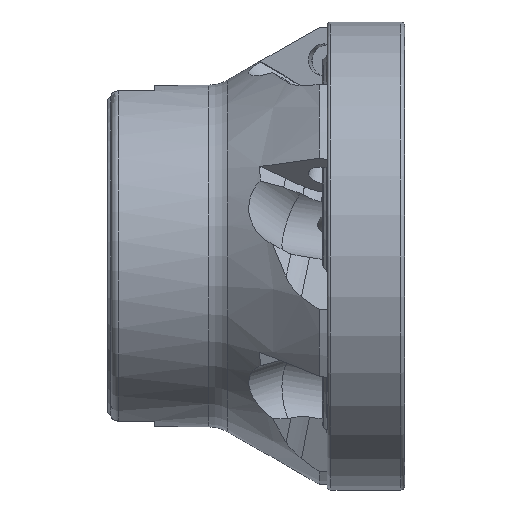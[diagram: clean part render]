
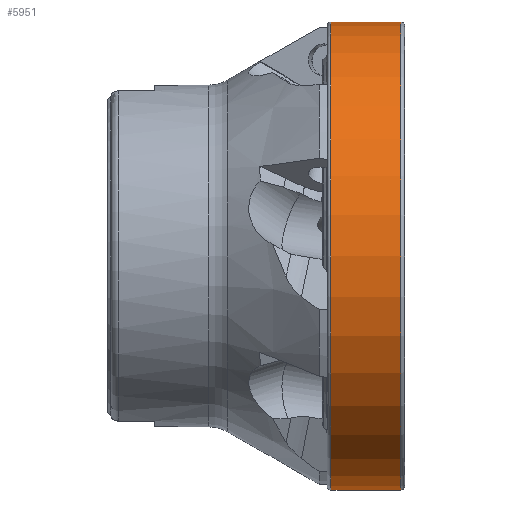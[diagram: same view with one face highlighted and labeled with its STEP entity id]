
A CAD part, front view. The second image highlights one B-rep face of the part: STEP entity #5951.
In plain terms, the highlighted cylindrical face has radius 31.498 mm (diameter 62.996 mm), a full revolution.
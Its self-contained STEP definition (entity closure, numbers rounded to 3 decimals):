
#24 = EDGE_CURVE ( 'NONE', #1651, #1651, #1923, .T. ) ;
#62 = CARTESIAN_POINT ( 'NONE',  ( -0.006, 0., 0. ) ) ;
#168 = AXIS2_PLACEMENT_3D ( 'NONE', #9696, #4994, #301 ) ;
#209 = DIRECTION ( 'NONE',  ( 1., 0., 0. ) ) ;
#239 = DIRECTION ( 'NONE',  ( 0., 1., 0. ) ) ;
#301 = DIRECTION ( 'NONE',  ( 0., 1., 0. ) ) ;
#560 = FACE_OUTER_BOUND ( 'NONE', #7383, .T. ) ;
#786 = CIRCLE ( 'NONE', #168, 31.498 ) ;
#830 = FACE_OUTER_BOUND ( 'NONE', #3169, .T. ) ;
#850 = DIRECTION ( 'NONE',  ( 0., 1., 0. ) ) ;
#1211 = AXIS2_PLACEMENT_3D ( 'NONE', #5633, #209, #239 ) ;
#1239 = CARTESIAN_POINT ( 'NONE',  ( -0.006, 31.498, 0. ) ) ;
#1651 = VERTEX_POINT ( 'NONE', #1239 ) ;
#1923 = CIRCLE ( 'NONE', #5561, 31.498 ) ;
#3169 = EDGE_LOOP ( 'NONE', ( #8751 ) ) ;
#3738 = CYLINDRICAL_SURFACE ( 'NONE', #1211, 31.498 ) ;
#4160 = ORIENTED_EDGE ( 'NONE', *, *, #24, .F. ) ;
#4994 = DIRECTION ( 'NONE',  ( 1., 0., 0. ) ) ;
#5547 = DIRECTION ( 'NONE',  ( 1., 0., 0. ) ) ;
#5561 = AXIS2_PLACEMENT_3D ( 'NONE', #62, #5547, #850 ) ;
#5633 = CARTESIAN_POINT ( 'NONE',  ( 8.251, 0., 0. ) ) ;
#5951 = ADVANCED_FACE ( 'NONE', ( #560, #830 ), #3738, .T. ) ;
#6418 = VERTEX_POINT ( 'NONE', #9895 ) ;
#7383 = EDGE_LOOP ( 'NONE', ( #4160 ) ) ;
#8751 = ORIENTED_EDGE ( 'NONE', *, *, #10064, .T. ) ;
#9696 = CARTESIAN_POINT ( 'NONE',  ( -9.418, 0., 0. ) ) ;
#9895 = CARTESIAN_POINT ( 'NONE',  ( -9.418, 31.498, 0. ) ) ;
#10064 = EDGE_CURVE ( 'NONE', #6418, #6418, #786, .T. ) ;
